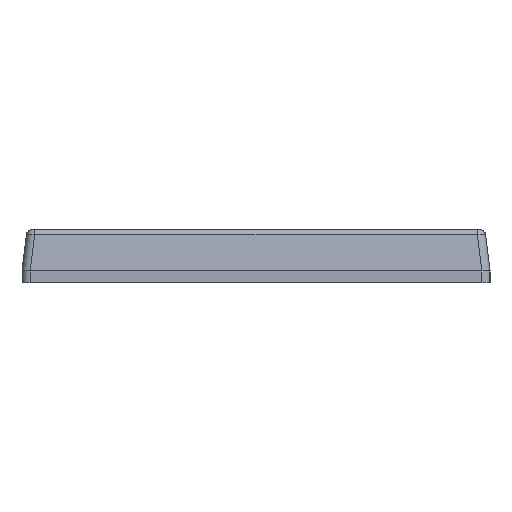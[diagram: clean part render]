
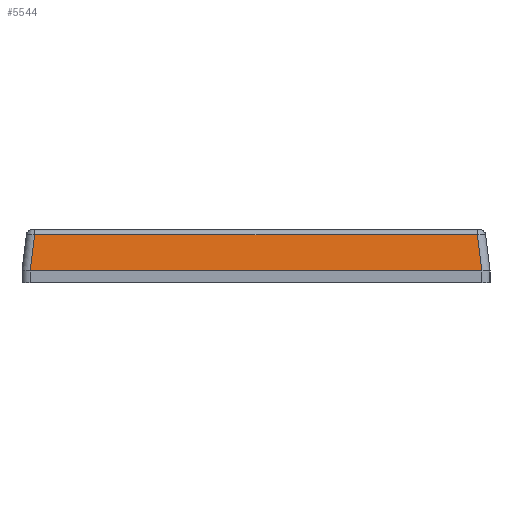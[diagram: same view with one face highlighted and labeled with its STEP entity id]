
A CAD part, left-side view. The second image highlights one B-rep face of the part: STEP entity #5544.
In plain terms, the highlighted planar face has unit normal (-0.993, 0, 0.122).
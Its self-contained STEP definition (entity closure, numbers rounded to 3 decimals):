
#140=ELLIPSE('',#6177,16.411,2.);
#141=ELLIPSE('',#6180,16.411,2.);
#856=FACE_OUTER_BOUND('',#1208,.T.);
#1208=EDGE_LOOP('',(#4979,#4980,#4981,#4982,#4983,#4984));
#1664=LINE('',#9487,#2148);
#1667=LINE('',#9551,#2151);
#1706=LINE('',#9645,#2190);
#1711=LINE('',#9660,#2195);
#2148=VECTOR('',#7746,10.);
#2151=VECTOR('',#7763,10.);
#2190=VECTOR('',#7868,10.);
#2195=VECTOR('',#7889,10.);
#2661=VERTEX_POINT('',#9481);
#2662=VERTEX_POINT('',#9485);
#2666=VERTEX_POINT('',#9549);
#2688=VERTEX_POINT('',#9644);
#2689=VERTEX_POINT('',#9649);
#2690=VERTEX_POINT('',#9654);
#3406=EDGE_CURVE('',#2662,#2661,#1664,.T.);
#3414=EDGE_CURVE('',#2666,#2662,#1667,.T.);
#3463=EDGE_CURVE('',#2661,#2688,#1706,.T.);
#3466=EDGE_CURVE('',#2688,#2689,#140,.T.);
#3469=EDGE_CURVE('',#2690,#2666,#141,.T.);
#3471=EDGE_CURVE('',#2690,#2689,#1711,.T.);
#4979=ORIENTED_EDGE('',*,*,#3406,.F.);
#4980=ORIENTED_EDGE('',*,*,#3414,.F.);
#4981=ORIENTED_EDGE('',*,*,#3469,.F.);
#4982=ORIENTED_EDGE('',*,*,#3471,.T.);
#4983=ORIENTED_EDGE('',*,*,#3466,.F.);
#4984=ORIENTED_EDGE('',*,*,#3463,.F.);
#5237=PLANE('',#6182);
#5544=ADVANCED_FACE('',(#856),#5237,.T.);
#6177=AXIS2_PLACEMENT_3D('',#9650,#7874,#7875);
#6180=AXIS2_PLACEMENT_3D('',#9656,#7882,#7883);
#6182=AXIS2_PLACEMENT_3D('',#9659,#7887,#7888);
#7746=DIRECTION('',(0.,-1.,0.));
#7763=DIRECTION('',(0.121,-0.121,0.985));
#7868=DIRECTION('',(-0.121,-0.121,-0.985));
#7874=DIRECTION('center_axis',(0.993,0.,-0.122));
#7875=DIRECTION('ref_axis',(-0.122,0.,-0.993));
#7882=DIRECTION('center_axis',(0.993,0.,-0.122));
#7883=DIRECTION('ref_axis',(-0.122,0.,-0.993));
#7887=DIRECTION('center_axis',(-0.993,0.,0.122));
#7888=DIRECTION('ref_axis',(0.122,0.,0.993));
#7889=DIRECTION('',(0.,-1.,0.));
#9481=CARTESIAN_POINT('',(-904.245,16.732,13.083));
#9485=CARTESIAN_POINT('',(-904.245,123.129,13.083));
#9487=CARTESIAN_POINT('',(-904.245,83.993,13.083));
#9549=CARTESIAN_POINT('',(-905.311,124.195,4.4));
#9551=CARTESIAN_POINT('',(-902.918,121.802,23.894));
#9644=CARTESIAN_POINT('',(-905.311,15.666,4.4));
#9645=CARTESIAN_POINT('',(-903.581,17.396,18.494));
#9649=CARTESIAN_POINT('',(-905.312,15.68,4.4));
#9650=CARTESIAN_POINT('Origin',(-903.312,15.68,20.689));
#9654=CARTESIAN_POINT('',(-905.312,124.18,4.4));
#9656=CARTESIAN_POINT('Origin',(-903.312,124.18,20.689));
#9659=CARTESIAN_POINT('Origin',(-904.698,98.055,9.4));
#9660=CARTESIAN_POINT('',(-905.312,98.055,4.4));
